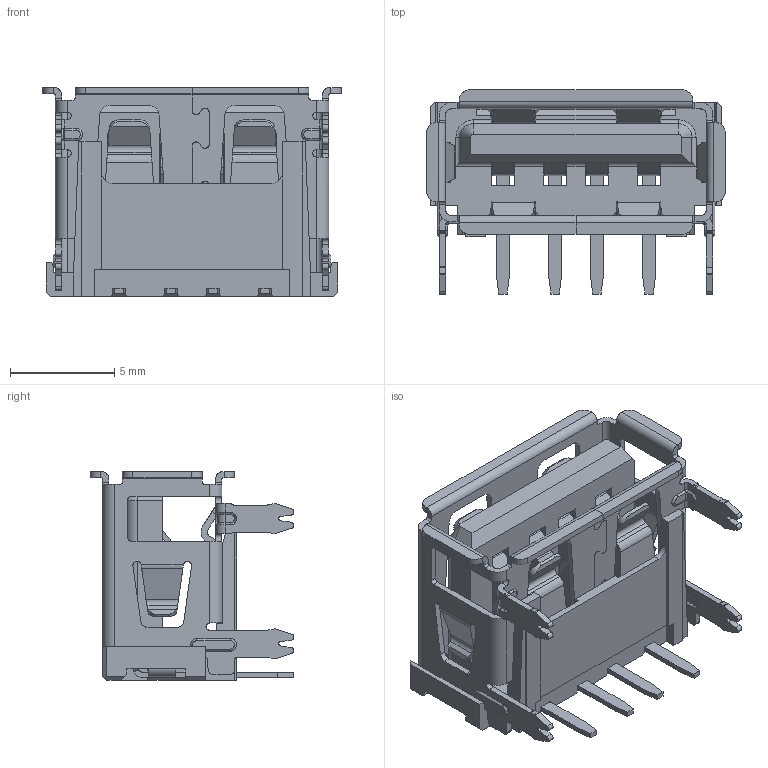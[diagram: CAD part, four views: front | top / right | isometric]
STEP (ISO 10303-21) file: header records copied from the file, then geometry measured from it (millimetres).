
FILE_DESCRIPTION (( 'STEP AP214' ), '1' );
FILE_NAME ('690A104-124-470.STEP', '2021-01-13T21:36:33', ( '' ), ( '' ), 'SwSTEP 2.0', 'SolidWorks 2020', '' );
FILE_SCHEMA (( 'AUTOMOTIVE_DESIGN' ));
Length unit declared in the file: millimetre
Products named in the file (4): Shell 690A104-124-470; Contact 690A104-124-470; Insulator 690A104-124-470; 690A104-124-470
Assembly tree (6 placements, depth 2):
  690A104-124-470
    Insulator 690A104-124-470
    Contact 690A104-124-470  x4
    Shell 690A104-124-470
Bounding box: 14.3 x 9.77 x 10 mm (x, y, z)
Volume: 309.8 mm3; surface area: 1489.3 mm2
Topology: 6 solids, 6 shells, 1233 faces, 3574 edges, 2344 vertices
Faces by surface type: plane 714, cylinder 451, bspline 58, torus 8, cone 2
Entity records: 33561 total; most frequent: CARTESIAN_POINT 9850, ORIENTED_EDGE 5450, DIRECTION 4161, EDGE_CURVE 2725, VECTOR 1867, LINE 1867, VERTEX_POINT 1786, AXIS2_PLACEMENT_3D 1147
